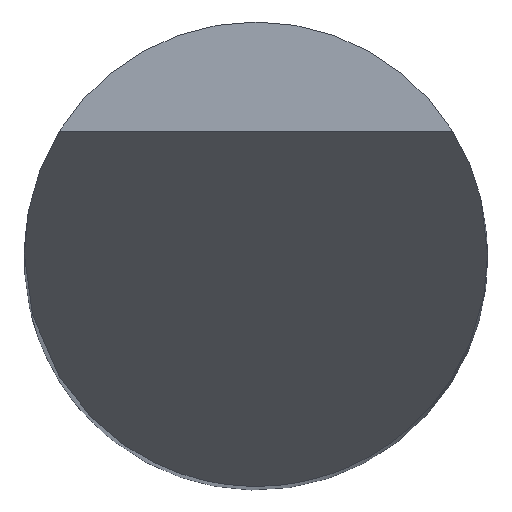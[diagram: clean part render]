
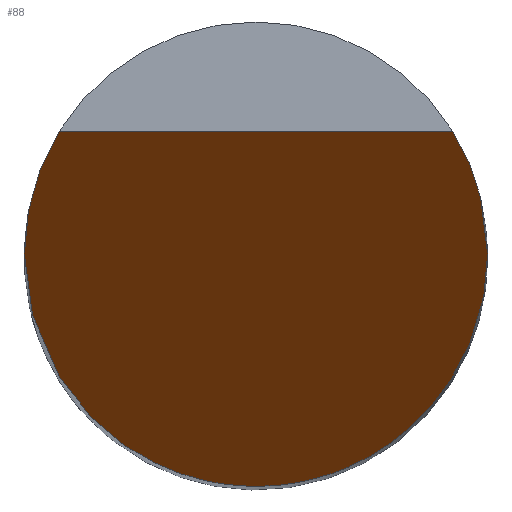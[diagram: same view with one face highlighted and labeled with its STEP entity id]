
A CAD part, top view. The second image highlights one B-rep face of the part: STEP entity #88.
In plain terms, the highlighted planar face has unit normal (0, -0.866, 0.5).
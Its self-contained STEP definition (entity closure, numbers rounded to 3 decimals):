
#70=PLANE('',#533);
#88=ADVANCED_FACE('',(#114),#70,.F.);
#114=FACE_OUTER_BOUND('',#141,.T.);
#141=EDGE_LOOP('',(#266,#267,#268,#269));
#169=LINE('',#837,#194);
#194=VECTOR('',#594,1.);
#266=ORIENTED_EDGE('',*,*,#423,.T.);
#267=ORIENTED_EDGE('',*,*,#422,.T.);
#268=ORIENTED_EDGE('',*,*,#425,.T.);
#269=ORIENTED_EDGE('',*,*,#429,.T.);
#372=VERTEX_POINT('',#811);
#373=VERTEX_POINT('',#812);
#374=VERTEX_POINT('',#817);
#375=VERTEX_POINT('',#819);
#422=EDGE_CURVE('',#372,#373,#479,.T.);
#423=EDGE_CURVE('',#374,#372,#480,.T.);
#425=EDGE_CURVE('',#373,#375,#481,.T.);
#429=EDGE_CURVE('',#375,#374,#169,.T.);
#479=(
BOUNDED_CURVE()
B_SPLINE_CURVE(3,(#807,#808,#809,#810),.UNSPECIFIED.,.F.,.F.)
B_SPLINE_CURVE_WITH_KNOTS((4,4),(0.,1.),.UNSPECIFIED.)
CURVE()
GEOMETRIC_REPRESENTATION_ITEM()
RATIONAL_B_SPLINE_CURVE((1.,0.333,0.333,1.))
REPRESENTATION_ITEM('')
);
#480=(
BOUNDED_CURVE()
B_SPLINE_CURVE(3,(#813,#814,#815,#816),.UNSPECIFIED.,.F.,.F.)
B_SPLINE_CURVE_WITH_KNOTS((4,4),(0.,1.),.UNSPECIFIED.)
CURVE()
GEOMETRIC_REPRESENTATION_ITEM()
RATIONAL_B_SPLINE_CURVE((1.,0.974,0.974,1.))
REPRESENTATION_ITEM('')
);
#481=(
BOUNDED_CURVE()
B_SPLINE_CURVE(3,(#820,#821,#822,#823),.UNSPECIFIED.,.F.,.F.)
B_SPLINE_CURVE_WITH_KNOTS((4,4),(0.,1.),.UNSPECIFIED.)
CURVE()
GEOMETRIC_REPRESENTATION_ITEM()
RATIONAL_B_SPLINE_CURVE((1.,0.974,0.974,1.))
REPRESENTATION_ITEM('')
);
#533=AXIS2_PLACEMENT_3D('',#839,#597,#598);
#594=DIRECTION('',(-1.,0.,0.));
#597=DIRECTION('',(0.,0.866,-0.5));
#598=DIRECTION('',(0.,0.5,0.866));
#807=CARTESIAN_POINT('',(-3.,0.,0.));
#808=CARTESIAN_POINT('',(-3.,-6.,-10.392));
#809=CARTESIAN_POINT('',(3.,-6.,-10.392));
#810=CARTESIAN_POINT('',(3.,0.,0.));
#811=CARTESIAN_POINT('',(-3.,0.,0.));
#812=CARTESIAN_POINT('',(3.,0.,0.));
#813=CARTESIAN_POINT('',(-2.545,1.588,2.75));
#814=CARTESIAN_POINT('',(-2.844,1.108,1.92));
#815=CARTESIAN_POINT('',(-3.,0.565,0.979));
#816=CARTESIAN_POINT('',(-3.,0.,0.));
#817=CARTESIAN_POINT('',(-2.545,1.588,2.75));
#819=CARTESIAN_POINT('',(2.545,1.588,2.75));
#820=CARTESIAN_POINT('',(3.,0.,0.));
#821=CARTESIAN_POINT('',(3.,0.565,0.979));
#822=CARTESIAN_POINT('',(2.844,1.108,1.92));
#823=CARTESIAN_POINT('',(2.545,1.588,2.75));
#837=CARTESIAN_POINT('',(0.,1.588,2.75));
#839=CARTESIAN_POINT('',(3.,-3.,-5.196));
